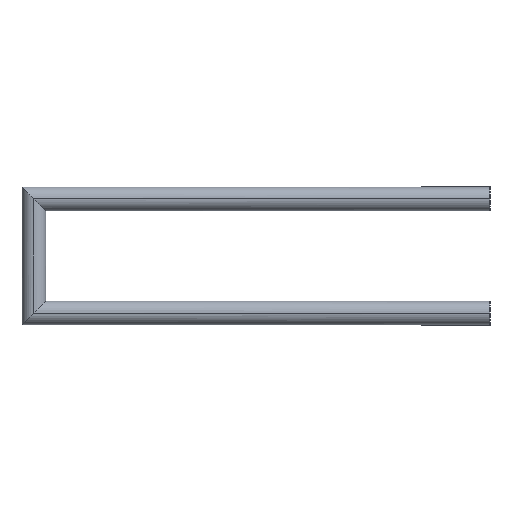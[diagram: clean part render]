
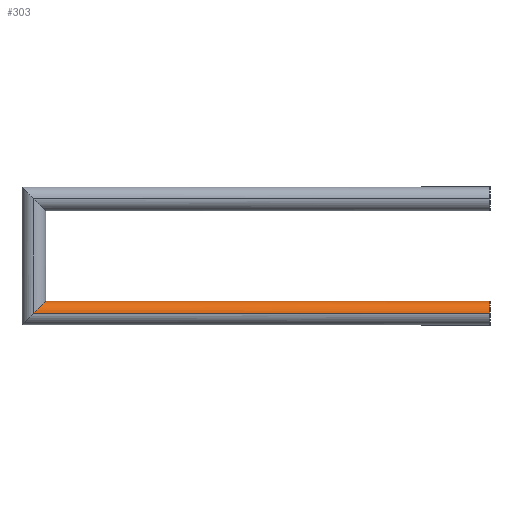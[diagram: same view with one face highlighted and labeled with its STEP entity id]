
A CAD part, left-side view. The second image highlights one B-rep face of the part: STEP entity #303.
In plain terms, the highlighted cylindrical face has radius 10 mm (diameter 20 mm), a partial arc.
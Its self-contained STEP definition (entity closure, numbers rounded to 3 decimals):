
#58=CARTESIAN_POINT('Vertex',(-290.,169.,-47.5)) ;
#60=CARTESIAN_POINT('Vertex',(-290.,181.,-47.5)) ;
#108=CARTESIAN_POINT('Control Point',(-290.,169.,-47.5)) ;
#109=CARTESIAN_POINT('Control Point',(-290.,169.,-46.655)) ;
#110=CARTESIAN_POINT('Control Point',(-290.089,169.149,-45.81)) ;
#111=CARTESIAN_POINT('Control Point',(-290.268,169.446,-45.016)) ;
#112=CARTESIAN_POINT('Control Point',(-290.62,170.07,-43.94)) ;
#113=CARTESIAN_POINT('Control Point',(-291.025,170.92,-43.073)) ;
#114=CARTESIAN_POINT('Control Point',(-291.164,171.23,-42.805)) ;
#115=CARTESIAN_POINT('Control Point',(-291.536,172.144,-42.145)) ;
#116=CARTESIAN_POINT('Control Point',(-291.844,173.212,-41.702)) ;
#117=CARTESIAN_POINT('Control Point',(-291.986,173.947,-41.52)) ;
#118=CARTESIAN_POINT('Control Point',(-292.053,175.124,-41.428)) ;
#119=CARTESIAN_POINT('Control Point',(-291.915,176.268,-41.614)) ;
#120=CARTESIAN_POINT('Control Point',(-291.842,176.66,-41.713)) ;
#121=CARTESIAN_POINT('Control Point',(-291.648,177.469,-41.991)) ;
#122=CARTESIAN_POINT('Control Point',(-291.393,178.204,-42.398)) ;
#123=CARTESIAN_POINT('Control Point',(-291.247,178.572,-42.649)) ;
#124=CARTESIAN_POINT('Control Point',(-290.788,179.626,-43.519)) ;
#125=CARTESIAN_POINT('Control Point',(-290.352,180.413,-44.668)) ;
#126=CARTESIAN_POINT('Control Point',(-290.118,180.804,-45.56)) ;
#127=CARTESIAN_POINT('Control Point',(-290.,181.,-46.53)) ;
#128=CARTESIAN_POINT('Control Point',(-290.,181.,-47.5)) ;
#166=CARTESIAN_POINT('Control Point',(-310.,380.,-47.5)) ;
#167=CARTESIAN_POINT('Control Point',(-310.,379.935,-47.435)) ;
#168=CARTESIAN_POINT('Control Point',(-309.999,379.869,-47.369)) ;
#169=CARTESIAN_POINT('Control Point',(-309.998,379.787,-47.287)) ;
#170=CARTESIAN_POINT('Control Point',(-309.993,379.607,-47.107)) ;
#171=CARTESIAN_POINT('Control Point',(-309.984,379.427,-46.927)) ;
#172=CARTESIAN_POINT('Control Point',(-309.979,379.346,-46.846)) ;
#173=CARTESIAN_POINT('Control Point',(-309.941,378.81,-46.31)) ;
#174=CARTESIAN_POINT('Control Point',(-309.867,378.275,-45.775)) ;
#175=CARTESIAN_POINT('Control Point',(-309.774,377.808,-45.308)) ;
#176=CARTESIAN_POINT('Control Point',(-309.357,376.212,-43.712)) ;
#177=CARTESIAN_POINT('Control Point',(-308.595,374.673,-42.173)) ;
#178=CARTESIAN_POINT('Control Point',(-307.87,373.628,-41.128)) ;
#179=CARTESIAN_POINT('Control Point',(-306.43,372.136,-39.636)) ;
#180=CARTESIAN_POINT('Control Point',(-304.477,371.004,-38.504)) ;
#181=CARTESIAN_POINT('Control Point',(-303.722,370.661,-38.161)) ;
#182=CARTESIAN_POINT('Control Point',(-302.174,370.151,-37.651)) ;
#183=CARTESIAN_POINT('Control Point',(-300.491,369.963,-37.463)) ;
#184=CARTESIAN_POINT('Control Point',(-299.679,369.956,-37.456)) ;
#185=CARTESIAN_POINT('Control Point',(-298.029,370.112,-37.612)) ;
#186=CARTESIAN_POINT('Control Point',(-296.5,370.58,-38.08)) ;
#187=CARTESIAN_POINT('Control Point',(-295.765,370.891,-38.391)) ;
#188=CARTESIAN_POINT('Control Point',(-293.784,371.964,-39.464)) ;
#189=CARTESIAN_POINT('Control Point',(-292.303,373.413,-40.913)) ;
#190=CARTESIAN_POINT('Control Point',(-291.541,374.456,-41.956)) ;
#191=CARTESIAN_POINT('Control Point',(-290.747,375.967,-43.467)) ;
#192=CARTESIAN_POINT('Control Point',(-290.292,377.539,-45.039)) ;
#193=CARTESIAN_POINT('Control Point',(-290.191,377.979,-45.479)) ;
#194=CARTESIAN_POINT('Control Point',(-290.092,378.555,-46.055)) ;
#195=CARTESIAN_POINT('Control Point',(-290.036,379.134,-46.634)) ;
#196=CARTESIAN_POINT('Control Point',(-290.028,379.242,-46.742)) ;
#197=CARTESIAN_POINT('Control Point',(-290.015,379.433,-46.933)) ;
#198=CARTESIAN_POINT('Control Point',(-290.006,379.623,-47.123)) ;
#199=CARTESIAN_POINT('Control Point',(-290.002,379.732,-47.232)) ;
#200=CARTESIAN_POINT('Control Point',(-290.,379.866,-47.366)) ;
#201=CARTESIAN_POINT('Control Point',(-290.,380.,-47.5)) ;
#202=CARTESIAN_POINT('Vertex',(-290.,380.,-47.5)) ;
#204=CARTESIAN_POINT('Vertex',(-310.,380.,-47.5)) ;
#266=CARTESIAN_POINT('Axis2P3D Location',(-300.,195.,-47.5)) ;
#271=CARTESIAN_POINT('Line Origine',(-290.,195.,-47.5)) ;
#276=CARTESIAN_POINT('Line Origine',(-310.,195.,-47.5)) ;
#280=CARTESIAN_POINT('Vertex',(-310.,0.,-47.5)) ;
#283=CARTESIAN_POINT('Axis2P3D Location',(-300.,0.,-47.5)) ;
#287=CARTESIAN_POINT('Vertex',(-290.,0.,-47.5)) ;
#290=CARTESIAN_POINT('Line Origine',(-290.,195.,-47.5)) ;
#273=VECTOR('Line Direction',#272,1.) ;
#278=VECTOR('Line Direction',#277,1.) ;
#292=VECTOR('Line Direction',#291,1.) ;
#267=DIRECTION('Axis2P3D Direction',(0.,1.,0.)) ;
#268=DIRECTION('Axis2P3D XDirection',(-1.,0.,0.)) ;
#272=DIRECTION('Vector Direction',(0.,1.,0.)) ;
#277=DIRECTION('Vector Direction',(0.,1.,0.)) ;
#284=DIRECTION('Axis2P3D Direction',(0.,1.,0.)) ;
#291=DIRECTION('Vector Direction',(0.,1.,0.)) ;
#269=AXIS2_PLACEMENT_3D('Cylinder Axis2P3D',#266,#267,#268) ;
#285=AXIS2_PLACEMENT_3D('Circle Axis2P3D',#283,#284,$) ;
#274=LINE('Line',#271,#273) ;
#279=LINE('Line',#276,#278) ;
#293=LINE('Line',#290,#292) ;
#286=CIRCLE('generated circle',#285,10.) ;
#270=CYLINDRICAL_SURFACE('generated cylinder',#269,10.) ;
#129=EDGE_CURVE('',#59,#61,#107,.T.) ;
#206=EDGE_CURVE('',#203,#205,#165,.F.) ;
#275=EDGE_CURVE('',#61,#203,#274,.T.) ;
#282=EDGE_CURVE('',#281,#205,#279,.T.) ;
#289=EDGE_CURVE('',#281,#288,#286,.T.) ;
#294=EDGE_CURVE('',#288,#59,#293,.T.) ;
#296=ORIENTED_EDGE('',*,*,#275,.T.) ;
#297=ORIENTED_EDGE('',*,*,#206,.T.) ;
#298=ORIENTED_EDGE('',*,*,#282,.F.) ;
#299=ORIENTED_EDGE('',*,*,#289,.T.) ;
#300=ORIENTED_EDGE('',*,*,#294,.T.) ;
#301=ORIENTED_EDGE('',*,*,#129,.T.) ;
#295=EDGE_LOOP('',(#296,#297,#298,#299,#300,#301)) ;
#59=VERTEX_POINT('',#58) ;
#61=VERTEX_POINT('',#60) ;
#203=VERTEX_POINT('',#202) ;
#205=VERTEX_POINT('',#204) ;
#281=VERTEX_POINT('',#280) ;
#288=VERTEX_POINT('',#287) ;
#303=ADVANCED_FACE('PartBody',(#302),#270,.T.) ;
#107=B_SPLINE_CURVE_WITH_KNOTS('',5,(#108,#109,#110,#111,#112,#113,#114,#115,#116,#117,#118,#119,#120,#121,#122,#123,#124,#125,#126,#127,#128),.UNSPECIFIED.,.F.,.U.,(6,3,3,3,3,3,6),(0.,5.975,9.02,14.342,17.228,20.523,27.382),.UNSPECIFIED.) ;
#165=B_SPLINE_CURVE_WITH_KNOTS('',5,(#166,#167,#168,#169,#170,#171,#172,#173,#174,#175,#176,#177,#178,#179,#180,#181,#182,#183,#184,#185,#186,#187,#188,#189,#190,#191,#192,#193,#194,#195,#196,#197,#198,#199,#200,#201),.UNSPECIFIED.,.F.,.U.,(6,3,3,3,3,3,3,3,3,3,3,6),(0.,0.654,1.308,6.02,17.516,23.783,29.459,35.447,47.014,51.471,52.813,54.154),.UNSPECIFIED.) ;
#302=FACE_OUTER_BOUND('',#295,.T.) ;
